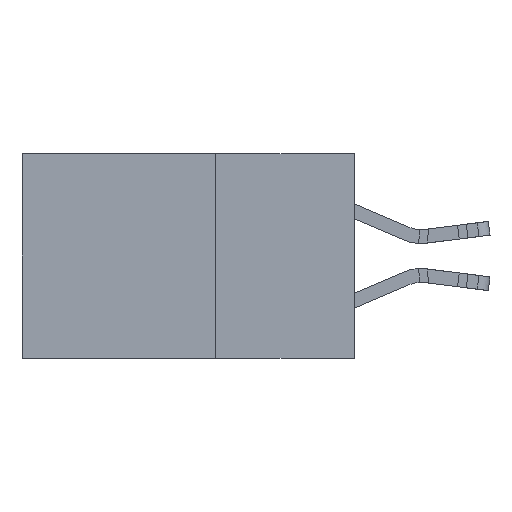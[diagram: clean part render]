
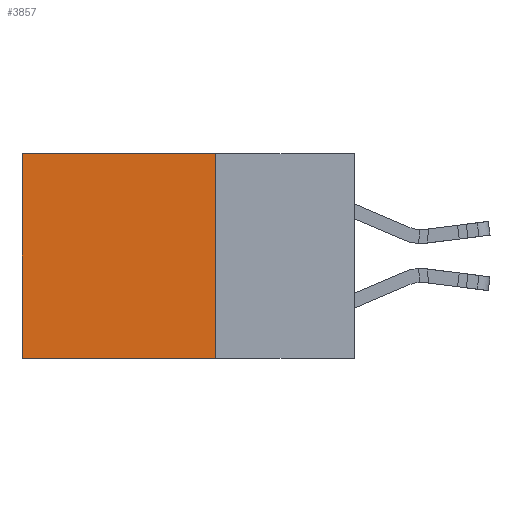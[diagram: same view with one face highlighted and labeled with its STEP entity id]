
A CAD part, left-side view. The second image highlights one B-rep face of the part: STEP entity #3857.
In plain terms, the highlighted planar face has unit normal (-1, 0, 0).
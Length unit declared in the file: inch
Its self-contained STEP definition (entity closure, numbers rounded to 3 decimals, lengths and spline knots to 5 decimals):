
#925 = VERTEX_POINT ( 'NONE', #8029 ) ;
#950 = CARTESIAN_POINT ( 'NONE',  ( 0.298, 0.6, -0.37 ) ) ;
#1200 = VERTEX_POINT ( 'NONE', #24784 ) ;
#2789 = VERTEX_POINT ( 'NONE', #19677 ) ;
#3468 = LINE ( 'NONE', #29197, #8917 ) ;
#3857 = ADVANCED_FACE ( 'NONE', ( #17385 ), #8607, .F. ) ;
#6972 = ORIENTED_EDGE ( 'NONE', *, *, #19800, .F. ) ;
#7826 = EDGE_CURVE ( 'NONE', #2789, #14729, #3468, .T. ) ;
#8029 = CARTESIAN_POINT ( 'NONE',  ( 0.298, 0.25, 0. ) ) ;
#8607 = PLANE ( 'NONE',  #17711 ) ;
#8917 = VECTOR ( 'NONE', #22385, 39.37008 ) ;
#10213 = ORIENTED_EDGE ( 'NONE', *, *, #19929, .F. ) ;
#12651 = CARTESIAN_POINT ( 'NONE',  ( 0.298, 0.25, -0.37 ) ) ;
#13565 = DIRECTION ( 'NONE',  ( 1., 0., 0. ) ) ;
#13712 = EDGE_LOOP ( 'NONE', ( #28074, #6972, #10213, #29171 ) ) ;
#13748 = LINE ( 'NONE', #19668, #25965 ) ;
#14729 = VERTEX_POINT ( 'NONE', #950 ) ;
#14962 = DIRECTION ( 'NONE',  ( 0., 0., -1. ) ) ;
#15421 = VECTOR ( 'NONE', #18084, 39.37008 ) ;
#17385 = FACE_OUTER_BOUND ( 'NONE', #13712, .T. ) ;
#17711 = AXIS2_PLACEMENT_3D ( 'NONE', #19314, #13565, #14962 ) ;
#18084 = DIRECTION ( 'NONE',  ( 0., 0., -1. ) ) ;
#19053 = LINE ( 'NONE', #12651, #24428 ) ;
#19314 = CARTESIAN_POINT ( 'NONE',  ( 0.298, 0.25, 0. ) ) ;
#19668 = CARTESIAN_POINT ( 'NONE',  ( 0.298, 0.25, 0. ) ) ;
#19677 = CARTESIAN_POINT ( 'NONE',  ( 0.298, 0.6, 0. ) ) ;
#19800 = EDGE_CURVE ( 'NONE', #1200, #14729, #19053, .T. ) ;
#19929 = EDGE_CURVE ( 'NONE', #925, #1200, #22270, .T. ) ;
#20395 = CARTESIAN_POINT ( 'NONE',  ( 0.298, 0.25, 0. ) ) ;
#21950 = DIRECTION ( 'NONE',  ( 0., 1., 0. ) ) ;
#22270 = LINE ( 'NONE', #20395, #15421 ) ;
#22385 = DIRECTION ( 'NONE',  ( 0., 0., -1. ) ) ;
#23918 = EDGE_CURVE ( 'NONE', #925, #2789, #13748, .T. ) ;
#24428 = VECTOR ( 'NONE', #26401, 39.37008 ) ;
#24784 = CARTESIAN_POINT ( 'NONE',  ( 0.298, 0.25, -0.37 ) ) ;
#25965 = VECTOR ( 'NONE', #21950, 39.37008 ) ;
#26401 = DIRECTION ( 'NONE',  ( 0., 1., 0. ) ) ;
#28074 = ORIENTED_EDGE ( 'NONE', *, *, #7826, .T. ) ;
#29171 = ORIENTED_EDGE ( 'NONE', *, *, #23918, .T. ) ;
#29197 = CARTESIAN_POINT ( 'NONE',  ( 0.298, 0.6, 0. ) ) ;
